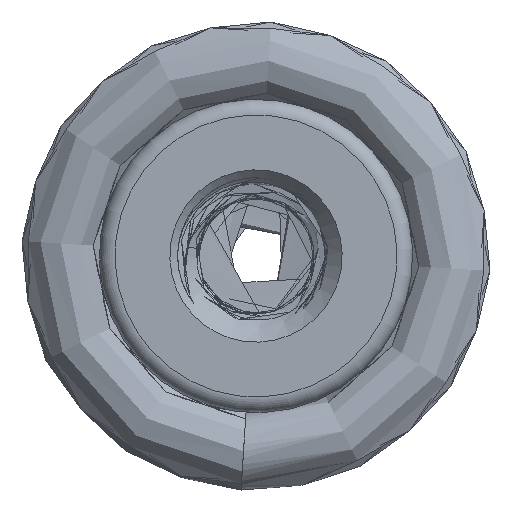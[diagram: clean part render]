
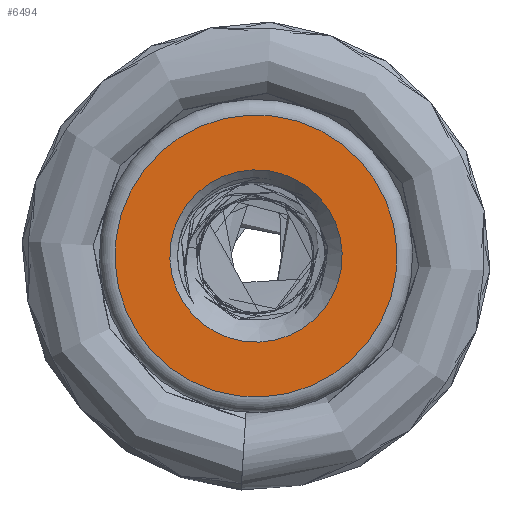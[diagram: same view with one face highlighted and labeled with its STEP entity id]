
A CAD part, front view. The second image highlights one B-rep face of the part: STEP entity #6494.
In plain terms, the highlighted face is planar.
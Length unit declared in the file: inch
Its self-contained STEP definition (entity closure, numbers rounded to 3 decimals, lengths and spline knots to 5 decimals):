
#151 = EDGE_CURVE ( 'NONE', #1823, #1823, #7268, .T. ) ;
#206 = VERTEX_POINT ( 'NONE', #5298 ) ;
#1346 = AXIS2_PLACEMENT_3D ( 'NONE', #2111, #2868, #7569 ) ;
#1823 = VERTEX_POINT ( 'NONE', #8190 ) ;
#2111 = CARTESIAN_POINT ( 'NONE',  ( 0., 0., -0.5 ) ) ;
#2228 = PLANE ( 'NONE',  #7564 ) ;
#2260 = AXIS2_PLACEMENT_3D ( 'NONE', #3289, #9028, #2527 ) ;
#2527 = DIRECTION ( 'NONE',  ( 1., 0., 0. ) ) ;
#2868 = DIRECTION ( 'NONE',  ( 0., 0., -1. ) ) ;
#3289 = CARTESIAN_POINT ( 'NONE',  ( 0., 0., -0.5 ) ) ;
#3960 = EDGE_LOOP ( 'NONE', ( #7185 ) ) ;
#5129 = DIRECTION ( 'NONE',  ( 0., 0., 1. ) ) ;
#5298 = CARTESIAN_POINT ( 'NONE',  ( 0.225, 0., -0.5 ) ) ;
#5797 = EDGE_CURVE ( 'NONE', #206, #206, #9233, .T. ) ;
#6155 = ORIENTED_EDGE ( 'NONE', *, *, #5797, .T. ) ;
#6494 = ADVANCED_FACE ( 'NONE', ( #8730, #7312 ), #2228, .F. ) ;
#7185 = ORIENTED_EDGE ( 'NONE', *, *, #151, .F. ) ;
#7268 = CIRCLE ( 'NONE', #1346, 0.1375 ) ;
#7312 = FACE_BOUND ( 'NONE', #3960, .T. ) ;
#7564 = AXIS2_PLACEMENT_3D ( 'NONE', #8777, #5129, #8022 ) ;
#7569 = DIRECTION ( 'NONE',  ( -1., 0., 0. ) ) ;
#8022 = DIRECTION ( 'NONE',  ( 1., 0., 0. ) ) ;
#8190 = CARTESIAN_POINT ( 'NONE',  ( -0.1375, 0., -0.5 ) ) ;
#8609 = EDGE_LOOP ( 'NONE', ( #6155 ) ) ;
#8730 = FACE_OUTER_BOUND ( 'NONE', #8609, .T. ) ;
#8777 = CARTESIAN_POINT ( 'NONE',  ( 0., 0., -0.5 ) ) ;
#9028 = DIRECTION ( 'NONE',  ( 0., 0., -1. ) ) ;
#9233 = CIRCLE ( 'NONE', #2260, 0.225 ) ;
